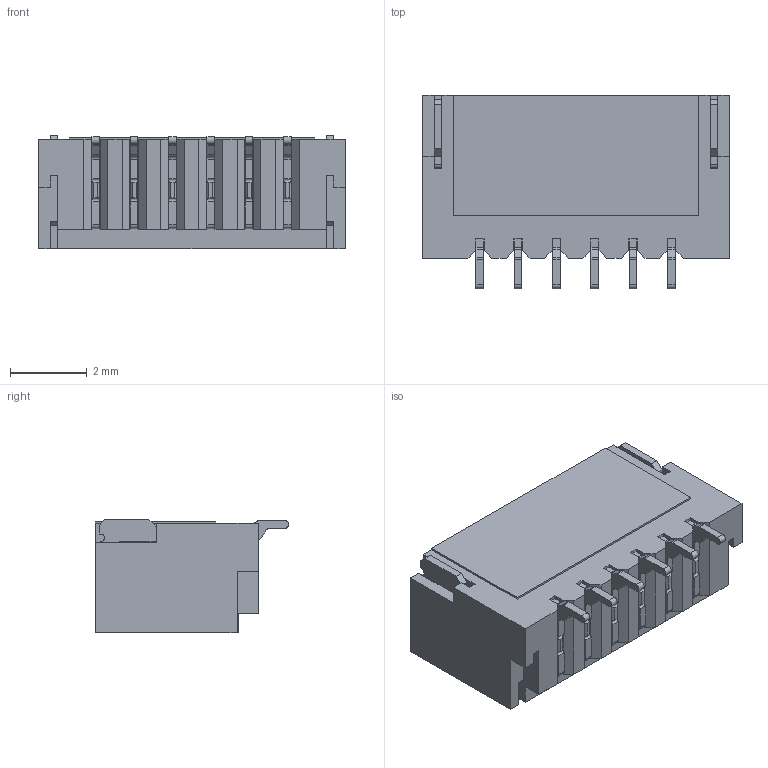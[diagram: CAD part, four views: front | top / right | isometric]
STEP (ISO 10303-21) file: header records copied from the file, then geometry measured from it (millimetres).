
FILE_DESCRIPTION (( 'STEP AP203' ), '1' );
FILE_NAME ('CI1106M1HR0-LF-隱藏.STEP', '2017-12-28T01:49:24', ( 'USER' ), ( '' ), 'SwSTEP 2.0', 'SolidWorks 2017', '' );
FILE_SCHEMA (( 'CONFIG_CONTROL_DESIGN' ));
Length unit declared in the file: millimetre
Products named in the file (1): CI1106M1HR0-LF-隱藏
Bounding box: 8 x 5.05 x 2.95 mm (x, y, z)
Volume: 51 mm3; surface area: 248.4 mm2
Topology: 3 solids, 3 shells, 457 faces, 1268 edges, 836 vertices
Faces by surface type: plane 371, cylinder 86
Entity records: 14503 total; most frequent: CARTESIAN_POINT 2634, ORIENTED_EDGE 2536, DIRECTION 2332, EDGE_CURVE 1268, LINE 1072, VECTOR 1072, VERTEX_POINT 836, AXIS2_PLACEMENT_3D 630
